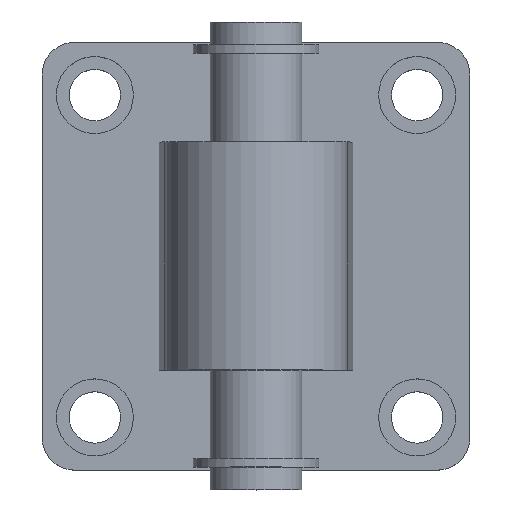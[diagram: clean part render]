
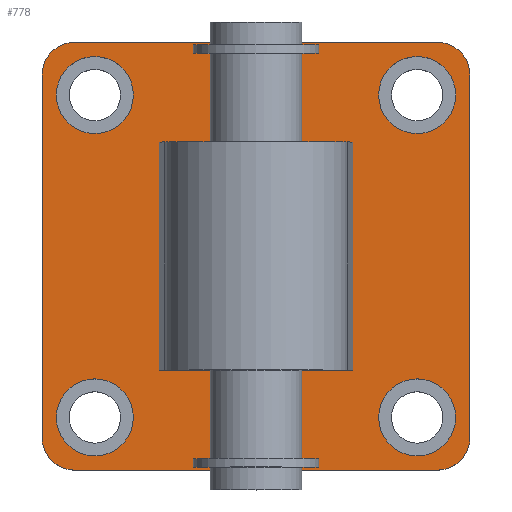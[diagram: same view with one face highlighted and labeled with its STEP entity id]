
A CAD part, top view. The second image highlights one B-rep face of the part: STEP entity #778.
In plain terms, the highlighted planar face has unit normal (0, 0, 1).
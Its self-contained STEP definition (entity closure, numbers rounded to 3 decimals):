
#29=FACE_BOUND('',#152,.T.);
#30=FACE_BOUND('',#153,.T.);
#31=FACE_BOUND('',#154,.T.);
#32=FACE_BOUND('',#155,.T.);
#33=FACE_BOUND('',#156,.T.);
#54=PLANE('',#899);
#95=FACE_OUTER_BOUND('',#151,.T.);
#151=EDGE_LOOP('',(#656,#657,#658,#659,#660,#661,#662,#663));
#152=EDGE_LOOP('',(#664,#665));
#153=EDGE_LOOP('',(#666,#667));
#154=EDGE_LOOP('',(#668,#669));
#155=EDGE_LOOP('',(#670,#671));
#156=EDGE_LOOP('',(#672,#673,#674,#675));
#167=LINE('',#1222,#208);
#173=LINE('',#1255,#214);
#177=LINE('',#1266,#218);
#188=LINE('',#1339,#229);
#192=LINE('',#1348,#233);
#195=LINE('',#1356,#236);
#196=LINE('',#1358,#237);
#197=LINE('',#1360,#238);
#208=VECTOR('',#988,10.);
#214=VECTOR('',#1020,10.);
#218=VECTOR('',#1034,10.);
#229=VECTOR('',#1119,10.);
#233=VECTOR('',#1127,10.);
#236=VECTOR('',#1136,10.);
#237=VECTOR('',#1139,10.);
#238=VECTOR('',#1142,10.);
#261=CIRCLE('',#834,5.75);
#272=CIRCLE('',#848,5.75);
#273=CIRCLE('',#851,5.75);
#274=CIRCLE('',#853,5.75);
#278=CIRCLE('',#860,6.75);
#279=CIRCLE('',#861,6.75);
#283=CIRCLE('',#868,6.75);
#284=CIRCLE('',#869,6.75);
#288=CIRCLE('',#876,6.75);
#289=CIRCLE('',#877,6.75);
#293=CIRCLE('',#884,6.75);
#294=CIRCLE('',#885,6.75);
#321=VERTEX_POINT('',#1209);
#322=VERTEX_POINT('',#1210);
#326=VERTEX_POINT('',#1220);
#338=VERTEX_POINT('',#1248);
#339=VERTEX_POINT('',#1249);
#340=VERTEX_POINT('',#1254);
#341=VERTEX_POINT('',#1260);
#342=VERTEX_POINT('',#1261);
#346=VERTEX_POINT('',#1275);
#347=VERTEX_POINT('',#1276);
#351=VERTEX_POINT('',#1290);
#352=VERTEX_POINT('',#1291);
#356=VERTEX_POINT('',#1305);
#357=VERTEX_POINT('',#1306);
#361=VERTEX_POINT('',#1320);
#362=VERTEX_POINT('',#1321);
#365=VERTEX_POINT('',#1335);
#367=VERTEX_POINT('',#1338);
#369=VERTEX_POINT('',#1344);
#372=VERTEX_POINT('',#1354);
#401=EDGE_CURVE('',#321,#322,#261,.T.);
#407=EDGE_CURVE('',#326,#321,#167,.T.);
#420=EDGE_CURVE('',#338,#339,#272,.T.);
#423=EDGE_CURVE('',#339,#340,#173,.T.);
#425=EDGE_CURVE('',#340,#326,#273,.T.);
#426=EDGE_CURVE('',#341,#342,#274,.T.);
#429=EDGE_CURVE('',#342,#338,#177,.T.);
#433=EDGE_CURVE('',#346,#347,#278,.T.);
#434=EDGE_CURVE('',#347,#346,#279,.T.);
#440=EDGE_CURVE('',#351,#352,#283,.T.);
#441=EDGE_CURVE('',#352,#351,#284,.T.);
#447=EDGE_CURVE('',#356,#357,#288,.T.);
#448=EDGE_CURVE('',#357,#356,#289,.T.);
#454=EDGE_CURVE('',#361,#362,#293,.T.);
#455=EDGE_CURVE('',#362,#361,#294,.T.);
#462=EDGE_CURVE('',#367,#365,#188,.T.);
#467=EDGE_CURVE('',#369,#367,#192,.T.);
#471=EDGE_CURVE('',#365,#372,#195,.T.);
#472=EDGE_CURVE('',#372,#369,#196,.T.);
#473=EDGE_CURVE('',#322,#341,#197,.T.);
#656=ORIENTED_EDGE('',*,*,#401,.F.);
#657=ORIENTED_EDGE('',*,*,#407,.F.);
#658=ORIENTED_EDGE('',*,*,#425,.F.);
#659=ORIENTED_EDGE('',*,*,#423,.F.);
#660=ORIENTED_EDGE('',*,*,#420,.F.);
#661=ORIENTED_EDGE('',*,*,#429,.F.);
#662=ORIENTED_EDGE('',*,*,#426,.F.);
#663=ORIENTED_EDGE('',*,*,#473,.F.);
#664=ORIENTED_EDGE('',*,*,#433,.T.);
#665=ORIENTED_EDGE('',*,*,#434,.T.);
#666=ORIENTED_EDGE('',*,*,#440,.T.);
#667=ORIENTED_EDGE('',*,*,#441,.T.);
#668=ORIENTED_EDGE('',*,*,#447,.T.);
#669=ORIENTED_EDGE('',*,*,#448,.T.);
#670=ORIENTED_EDGE('',*,*,#454,.T.);
#671=ORIENTED_EDGE('',*,*,#455,.T.);
#672=ORIENTED_EDGE('',*,*,#462,.T.);
#673=ORIENTED_EDGE('',*,*,#471,.T.);
#674=ORIENTED_EDGE('',*,*,#472,.T.);
#675=ORIENTED_EDGE('',*,*,#467,.T.);
#778=ADVANCED_FACE('',(#95,#29,#30,#31,#32,#33),#54,.T.);
#834=AXIS2_PLACEMENT_3D('',#1211,#978,#979);
#848=AXIS2_PLACEMENT_3D('',#1250,#1014,#1015);
#851=AXIS2_PLACEMENT_3D('',#1258,#1024,#1025);
#853=AXIS2_PLACEMENT_3D('',#1262,#1028,#1029);
#860=AXIS2_PLACEMENT_3D('',#1277,#1045,#1046);
#861=AXIS2_PLACEMENT_3D('',#1278,#1047,#1048);
#868=AXIS2_PLACEMENT_3D('',#1292,#1063,#1064);
#869=AXIS2_PLACEMENT_3D('',#1293,#1065,#1066);
#876=AXIS2_PLACEMENT_3D('',#1307,#1081,#1082);
#877=AXIS2_PLACEMENT_3D('',#1308,#1083,#1084);
#884=AXIS2_PLACEMENT_3D('',#1322,#1099,#1100);
#885=AXIS2_PLACEMENT_3D('',#1323,#1101,#1102);
#899=AXIS2_PLACEMENT_3D('',#1361,#1143,#1144);
#978=DIRECTION('center_axis',(0.,0.,-1.));
#979=DIRECTION('ref_axis',(0.707,-0.707,0.));
#988=DIRECTION('',(0.,-1.,0.));
#1014=DIRECTION('center_axis',(0.,0.,-1.));
#1015=DIRECTION('ref_axis',(-0.707,0.707,0.));
#1020=DIRECTION('',(1.,0.,0.));
#1024=DIRECTION('center_axis',(0.,0.,-1.));
#1025=DIRECTION('ref_axis',(0.707,0.707,0.));
#1028=DIRECTION('center_axis',(0.,0.,-1.));
#1029=DIRECTION('ref_axis',(-0.707,-0.707,0.));
#1034=DIRECTION('',(0.,1.,0.));
#1045=DIRECTION('center_axis',(0.,0.,-1.));
#1046=DIRECTION('ref_axis',(1.,0.,0.));
#1047=DIRECTION('center_axis',(0.,0.,-1.));
#1048=DIRECTION('ref_axis',(1.,0.,0.));
#1063=DIRECTION('center_axis',(0.,0.,-1.));
#1064=DIRECTION('ref_axis',(1.,0.,0.));
#1065=DIRECTION('center_axis',(0.,0.,-1.));
#1066=DIRECTION('ref_axis',(1.,0.,0.));
#1081=DIRECTION('center_axis',(0.,0.,-1.));
#1082=DIRECTION('ref_axis',(1.,0.,0.));
#1083=DIRECTION('center_axis',(0.,0.,-1.));
#1084=DIRECTION('ref_axis',(1.,0.,0.));
#1099=DIRECTION('center_axis',(0.,0.,-1.));
#1100=DIRECTION('ref_axis',(1.,0.,0.));
#1101=DIRECTION('center_axis',(0.,0.,-1.));
#1102=DIRECTION('ref_axis',(1.,0.,0.));
#1119=DIRECTION('',(-1.,0.,0.));
#1127=DIRECTION('',(0.,-1.,0.));
#1136=DIRECTION('',(0.,1.,0.));
#1139=DIRECTION('',(1.,0.,0.));
#1142=DIRECTION('',(-1.,0.,0.));
#1143=DIRECTION('center_axis',(0.,0.,1.));
#1144=DIRECTION('ref_axis',(1.,0.,0.));
#1209=CARTESIAN_POINT('',(37.5,-31.75,11.));
#1210=CARTESIAN_POINT('',(31.75,-37.5,11.));
#1211=CARTESIAN_POINT('Origin',(31.75,-31.75,11.));
#1220=CARTESIAN_POINT('',(37.5,31.75,11.));
#1222=CARTESIAN_POINT('',(37.5,37.5,11.));
#1248=CARTESIAN_POINT('',(-37.5,31.75,11.));
#1249=CARTESIAN_POINT('',(-31.75,37.5,11.));
#1250=CARTESIAN_POINT('Origin',(-31.75,31.75,11.));
#1254=CARTESIAN_POINT('',(31.75,37.5,11.));
#1255=CARTESIAN_POINT('',(-37.5,37.5,11.));
#1258=CARTESIAN_POINT('Origin',(31.75,31.75,11.));
#1260=CARTESIAN_POINT('',(-31.75,-37.5,11.));
#1261=CARTESIAN_POINT('',(-37.5,-31.75,11.));
#1262=CARTESIAN_POINT('Origin',(-31.75,-31.75,11.));
#1266=CARTESIAN_POINT('',(-37.5,-37.5,11.));
#1275=CARTESIAN_POINT('',(35.,28.25,11.));
#1276=CARTESIAN_POINT('',(21.5,28.25,11.));
#1277=CARTESIAN_POINT('Origin',(28.25,28.25,11.));
#1278=CARTESIAN_POINT('Origin',(28.25,28.25,11.));
#1290=CARTESIAN_POINT('',(-21.5,-28.25,11.));
#1291=CARTESIAN_POINT('',(-35.,-28.25,11.));
#1292=CARTESIAN_POINT('Origin',(-28.25,-28.25,11.));
#1293=CARTESIAN_POINT('Origin',(-28.25,-28.25,11.));
#1305=CARTESIAN_POINT('',(-21.5,28.25,11.));
#1306=CARTESIAN_POINT('',(-35.,28.25,11.));
#1307=CARTESIAN_POINT('Origin',(-28.25,28.25,11.));
#1308=CARTESIAN_POINT('Origin',(-28.25,28.25,11.));
#1320=CARTESIAN_POINT('',(35.,-28.25,11.));
#1321=CARTESIAN_POINT('',(21.5,-28.25,11.));
#1322=CARTESIAN_POINT('Origin',(28.25,-28.25,11.));
#1323=CARTESIAN_POINT('Origin',(28.25,-28.25,11.));
#1335=CARTESIAN_POINT('',(-16.932,-20.,11.));
#1338=CARTESIAN_POINT('',(16.932,-20.,11.));
#1339=CARTESIAN_POINT('',(0.,-20.,11.));
#1344=CARTESIAN_POINT('',(16.932,20.,11.));
#1348=CARTESIAN_POINT('',(16.932,0.,11.));
#1354=CARTESIAN_POINT('',(-16.932,20.,11.));
#1356=CARTESIAN_POINT('',(-16.932,0.,11.));
#1358=CARTESIAN_POINT('',(0.,20.,11.));
#1360=CARTESIAN_POINT('',(37.5,-37.5,11.));
#1361=CARTESIAN_POINT('Origin',(0.,0.,11.));
